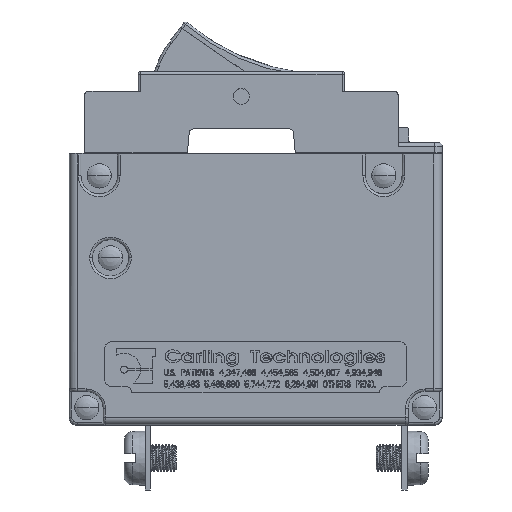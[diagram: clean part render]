
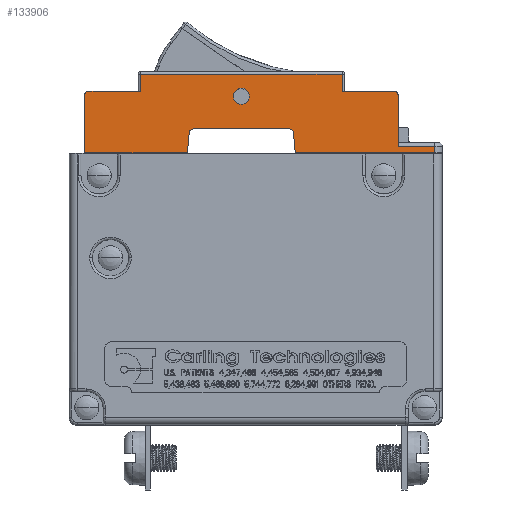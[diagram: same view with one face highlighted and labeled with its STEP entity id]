
A CAD part, left-side view. The second image highlights one B-rep face of the part: STEP entity #133906.
In plain terms, the highlighted face is planar.
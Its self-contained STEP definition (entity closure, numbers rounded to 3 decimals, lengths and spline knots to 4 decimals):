
#129380=DIRECTION('',(-1.,0.,0.));
#129381=VECTOR('',#129380,0.62);
#129382=CARTESIAN_POINT('',(0.941,0.215,-0.372));
#129383=LINE('',#129382,#129381);
#129558=DIRECTION('',(1.,0.,0.));
#129559=VECTOR('',#129558,1.215);
#129560=CARTESIAN_POINT('',(-0.6115,0.69,-0.372));
#129561=LINE('',#129560,#129559);
#129566=CARTESIAN_POINT('',(-0.004,0.556,-0.372));
#129567=DIRECTION('',(0.,0.,-1.));
#129568=DIRECTION('',(-1.,0.,0.));
#129569=AXIS2_PLACEMENT_3D('',#129566,#129567,#129568);
#129571=CARTESIAN_POINT('',(-0.004,0.556,-0.372));
#129572=DIRECTION('',(0.,0.,-1.));
#129573=DIRECTION('',(1.,0.,0.));
#129574=AXIS2_PLACEMENT_3D('',#129571,#129572,#129573);
#129576=CARTESIAN_POINT('',(0.921,0.565,-0.372));
#129577=DIRECTION('',(0.,0.,1.));
#129578=DIRECTION('',(1.,0.,0.));
#129579=AXIS2_PLACEMENT_3D('',#129576,#129577,#129578);
#129581=CARTESIAN_POINT('',(-0.929,0.565,-0.372));
#129582=DIRECTION('',(0.,0.,1.));
#129583=DIRECTION('',(0.,1.,0.));
#129584=AXIS2_PLACEMENT_3D('',#129581,#129582,#129583);
#129586=DIRECTION('',(0.086,0.996,0.));
#129587=VECTOR('',#129586,0.118);
#129588=CARTESIAN_POINT('',(-0.329,0.215,-0.372));
#129589=LINE('',#129588,#129587);
#129590=CARTESIAN_POINT('',(-0.289,0.33,-0.372));
#129591=DIRECTION('',(0.,0.,-1.));
#129592=DIRECTION('',(-0.996,0.086,0.));
#129593=AXIS2_PLACEMENT_3D('',#129590,#129591,#129592);
#129595=CARTESIAN_POINT('',(0.281,0.33,-0.372));
#129596=DIRECTION('',(0.,0.,-1.));
#129597=DIRECTION('',(0.,1.,0.));
#129598=AXIS2_PLACEMENT_3D('',#129595,#129596,#129597);
#129600=DIRECTION('',(0.086,-0.996,0.));
#129601=VECTOR('',#129600,0.118);
#129602=CARTESIAN_POINT('',(0.3109,0.3326,-0.372));
#129603=LINE('',#129602,#129601);
#129713=DIRECTION('',(-1.,0.,0.));
#129714=VECTOR('',#129713,0.839);
#129715=CARTESIAN_POINT('',(-0.329,0.215,-0.372));
#129716=LINE('',#129715,#129714);
#129922=DIRECTION('',(-1.,0.,0.));
#129923=VECTOR('',#129922,0.5699);
#129924=CARTESIAN_POINT('',(0.281,0.36,-0.372));
#129925=LINE('',#129924,#129923);
#129947=DIRECTION('',(0.,1.,0.));
#129948=VECTOR('',#129947,0.04);
#129949=CARTESIAN_POINT('',(-1.168,0.215,-0.372));
#129950=LINE('',#129949,#129948);
#129960=DIRECTION('',(1.,0.,0.));
#129961=VECTOR('',#129960,0.219);
#129962=CARTESIAN_POINT('',(-1.168,0.255,-0.372));
#129963=LINE('',#129962,#129961);
#130253=DIRECTION('',(0.,1.,0.));
#130254=VECTOR('',#130253,0.31);
#130255=CARTESIAN_POINT('',(-0.949,0.255,-0.372));
#130256=LINE('',#130255,#130254);
#130393=DIRECTION('',(1.,0.,0.));
#130394=VECTOR('',#130393,0.3175);
#130395=CARTESIAN_POINT('',(-0.929,0.585,-0.372));
#130396=LINE('',#130395,#130394);
#130420=DIRECTION('',(1.,0.,0.));
#130421=VECTOR('',#130420,0.3175);
#130422=CARTESIAN_POINT('',(0.6035,0.585,-0.372));
#130423=LINE('',#130422,#130421);
#130433=DIRECTION('',(0.,1.,0.));
#130434=VECTOR('',#130433,0.105);
#130435=CARTESIAN_POINT('',(-0.6115,0.585,-0.372));
#130436=LINE('',#130435,#130434);
#130521=DIRECTION('',(0.,-1.,0.));
#130522=VECTOR('',#130521,0.105);
#130523=CARTESIAN_POINT('',(0.6035,0.69,-0.372));
#130524=LINE('',#130523,#130522);
#131081=DIRECTION('',(0.,-1.,0.));
#131082=VECTOR('',#131081,0.35);
#131083=CARTESIAN_POINT('',(0.941,0.565,-0.372));
#131084=LINE('',#131083,#131082);
#132528=CARTESIAN_POINT('',(-0.053,0.556,-0.372));
#132529=CARTESIAN_POINT('',(0.045,0.556,-0.372));
#132530=VERTEX_POINT('',#132528);
#132531=VERTEX_POINT('',#132529);
#132532=CARTESIAN_POINT('',(0.6035,0.69,-0.372));
#132533=CARTESIAN_POINT('',(0.6035,0.585,-0.372));
#132534=VERTEX_POINT('',#132532);
#132535=VERTEX_POINT('',#132533);
#132536=CARTESIAN_POINT('',(-0.6115,0.69,-0.372));
#132537=VERTEX_POINT('',#132536);
#132538=CARTESIAN_POINT('',(-0.6115,0.585,-0.372));
#132539=VERTEX_POINT('',#132538);
#132540=CARTESIAN_POINT('',(-0.929,0.585,-0.372));
#132541=CARTESIAN_POINT('',(-0.949,0.565,-0.372));
#132542=VERTEX_POINT('',#132540);
#132543=VERTEX_POINT('',#132541);
#132544=CARTESIAN_POINT('',(-1.168,0.255,-0.372));
#132545=CARTESIAN_POINT('',(-0.949,0.255,-0.372));
#132546=VERTEX_POINT('',#132544);
#132547=VERTEX_POINT('',#132545);
#132548=CARTESIAN_POINT('',(-1.168,0.215,-0.372));
#132549=VERTEX_POINT('',#132548);
#132550=CARTESIAN_POINT('',(-0.329,0.215,-0.372));
#132551=VERTEX_POINT('',#132550);
#132552=CARTESIAN_POINT('',(-0.3189,0.3326,-0.372));
#132553=VERTEX_POINT('',#132552);
#132554=CARTESIAN_POINT('',(0.281,0.36,-0.372));
#132555=CARTESIAN_POINT('',(-0.289,0.36,-0.372));
#132556=VERTEX_POINT('',#132554);
#132557=VERTEX_POINT('',#132555);
#132558=CARTESIAN_POINT('',(0.3109,0.3326,-0.372));
#132559=CARTESIAN_POINT('',(0.321,0.215,-0.372));
#132560=VERTEX_POINT('',#132558);
#132561=VERTEX_POINT('',#132559);
#132562=CARTESIAN_POINT('',(0.941,0.565,-0.372));
#132563=CARTESIAN_POINT('',(0.921,0.585,-0.372));
#132564=VERTEX_POINT('',#132562);
#132565=VERTEX_POINT('',#132563);
#133379=CARTESIAN_POINT('',(0.941,0.215,-0.372));
#133381=VERTEX_POINT('',#133379);
#133859=CARTESIAN_POINT('',(-0.1135,0.4125,-0.372));
#133860=DIRECTION('',(0.,0.,1.));
#133861=DIRECTION('',(1.,0.,0.));
#133862=AXIS2_PLACEMENT_3D('',#133859,#133860,#133861);
#133863=PLANE('',#133862);
#133864=ORIENTED_EDGE('',*,*,#133654,.F.);
#133866=ORIENTED_EDGE('',*,*,#133865,.F.);
#133868=ORIENTED_EDGE('',*,*,#133867,.T.);
#133870=ORIENTED_EDGE('',*,*,#133869,.F.);
#133872=ORIENTED_EDGE('',*,*,#133871,.F.);
#133873=ORIENTED_EDGE('',*,*,#133849,.F.);
#133875=ORIENTED_EDGE('',*,*,#133874,.F.);
#133877=ORIENTED_EDGE('',*,*,#133876,.F.);
#133879=ORIENTED_EDGE('',*,*,#133878,.T.);
#133881=ORIENTED_EDGE('',*,*,#133880,.F.);
#133883=ORIENTED_EDGE('',*,*,#133882,.F.);
#133885=ORIENTED_EDGE('',*,*,#133884,.F.);
#133887=ORIENTED_EDGE('',*,*,#133886,.F.);
#133889=ORIENTED_EDGE('',*,*,#133888,.T.);
#133891=ORIENTED_EDGE('',*,*,#133890,.T.);
#133893=ORIENTED_EDGE('',*,*,#133892,.F.);
#133895=ORIENTED_EDGE('',*,*,#133894,.T.);
#133897=ORIENTED_EDGE('',*,*,#133896,.T.);
#133898=EDGE_LOOP('',(#133864,#133866,#133868,#133870,#133872,#133873,#133875,
#133877,#133879,#133881,#133883,#133885,#133887,#133889,#133891,#133893,#133895,
#133897));
#133899=FACE_OUTER_BOUND('',#133898,.F.);
#133901=ORIENTED_EDGE('',*,*,#133900,.T.);
#133903=ORIENTED_EDGE('',*,*,#133902,.T.);
#133904=EDGE_LOOP('',(#133901,#133903));
#133905=FACE_BOUND('',#133904,.F.);
#133906=ADVANCED_FACE('',(#133899,#133905),#133863,.F.);
#129570=CIRCLE('',#129569,0.049);
#129575=CIRCLE('',#129574,0.049);
#129580=CIRCLE('',#129579,0.02);
#129585=CIRCLE('',#129584,0.02);
#129594=CIRCLE('',#129593,0.03);
#129599=CIRCLE('',#129598,0.03);
#133654=EDGE_CURVE('',#133381,#132561,#129383,.T.);
#133849=EDGE_CURVE('',#132537,#132534,#129561,.T.);
#133865=EDGE_CURVE('',#132564,#133381,#131084,.T.);
#133867=EDGE_CURVE('',#132564,#132565,#129580,.T.);
#133869=EDGE_CURVE('',#132535,#132565,#130423,.T.);
#133871=EDGE_CURVE('',#132534,#132535,#130524,.T.);
#133874=EDGE_CURVE('',#132539,#132537,#130436,.T.);
#133876=EDGE_CURVE('',#132542,#132539,#130396,.T.);
#133878=EDGE_CURVE('',#132542,#132543,#129585,.T.);
#133880=EDGE_CURVE('',#132547,#132543,#130256,.T.);
#133882=EDGE_CURVE('',#132546,#132547,#129963,.T.);
#133884=EDGE_CURVE('',#132549,#132546,#129950,.T.);
#133886=EDGE_CURVE('',#132551,#132549,#129716,.T.);
#133888=EDGE_CURVE('',#132551,#132553,#129589,.T.);
#133890=EDGE_CURVE('',#132553,#132557,#129594,.T.);
#133892=EDGE_CURVE('',#132556,#132557,#129925,.T.);
#133894=EDGE_CURVE('',#132556,#132560,#129599,.T.);
#133896=EDGE_CURVE('',#132560,#132561,#129603,.T.);
#133900=EDGE_CURVE('',#132530,#132531,#129570,.T.);
#133902=EDGE_CURVE('',#132531,#132530,#129575,.T.);
